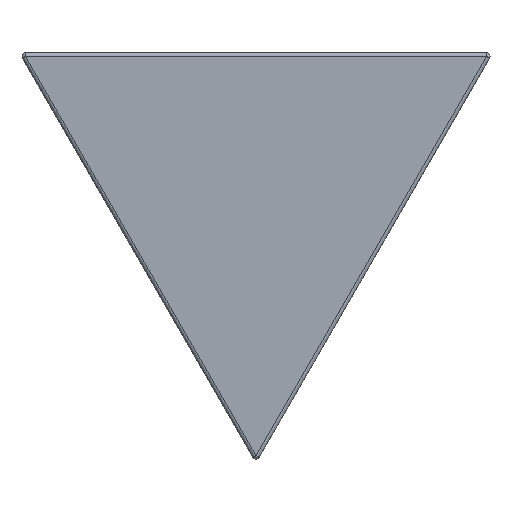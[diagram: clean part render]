
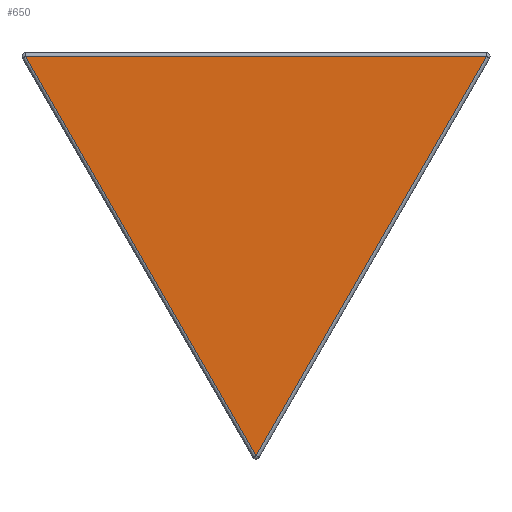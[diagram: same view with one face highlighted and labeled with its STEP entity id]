
A CAD part, front view. The second image highlights one B-rep face of the part: STEP entity #650.
In plain terms, the highlighted planar face has unit normal (0, -1, 0).
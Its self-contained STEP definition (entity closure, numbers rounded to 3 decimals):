
#402=DIRECTION('',(0.5,0.,0.866));
#403=VECTOR('',#402,131.872);
#404=CARTESIAN_POINT('',(0.,0.,-76.136));
#405=LINE('',#404,#403);
#410=DIRECTION('',(0.5,0.,-0.866));
#411=VECTOR('',#410,131.872);
#412=CARTESIAN_POINT('',(-65.936,0.,38.068));
#413=LINE('',#412,#411);
#417=DIRECTION('',(-1.,0.,0.));
#418=VECTOR('',#417,131.872);
#419=CARTESIAN_POINT('',(65.936,0.,38.068));
#420=LINE('',#419,#418);
#631=CARTESIAN_POINT('',(0.,0.,-76.136));
#632=CARTESIAN_POINT('',(65.936,0.,38.068));
#633=VERTEX_POINT('',#631);
#634=VERTEX_POINT('',#632);
#635=CARTESIAN_POINT('',(-65.936,0.,38.068));
#636=VERTEX_POINT('',#635);
#637=CARTESIAN_POINT('',(0.,0.,0.));
#638=DIRECTION('',(0.,1.,0.));
#639=DIRECTION('',(-1.,0.,0.));
#640=AXIS2_PLACEMENT_3D('',#637,#638,#639);
#641=PLANE('',#640);
#643=ORIENTED_EDGE('',*,*,#642,.F.);
#645=ORIENTED_EDGE('',*,*,#644,.F.);
#647=ORIENTED_EDGE('',*,*,#646,.F.);
#648=EDGE_LOOP('',(#643,#645,#647));
#649=FACE_OUTER_BOUND('',#648,.F.);
#642=EDGE_CURVE('',#633,#634,#405,.T.);
#644=EDGE_CURVE('',#636,#633,#413,.T.);
#646=EDGE_CURVE('',#634,#636,#420,.T.);
#650=ADVANCED_FACE('',(#649),#641,.F.);
